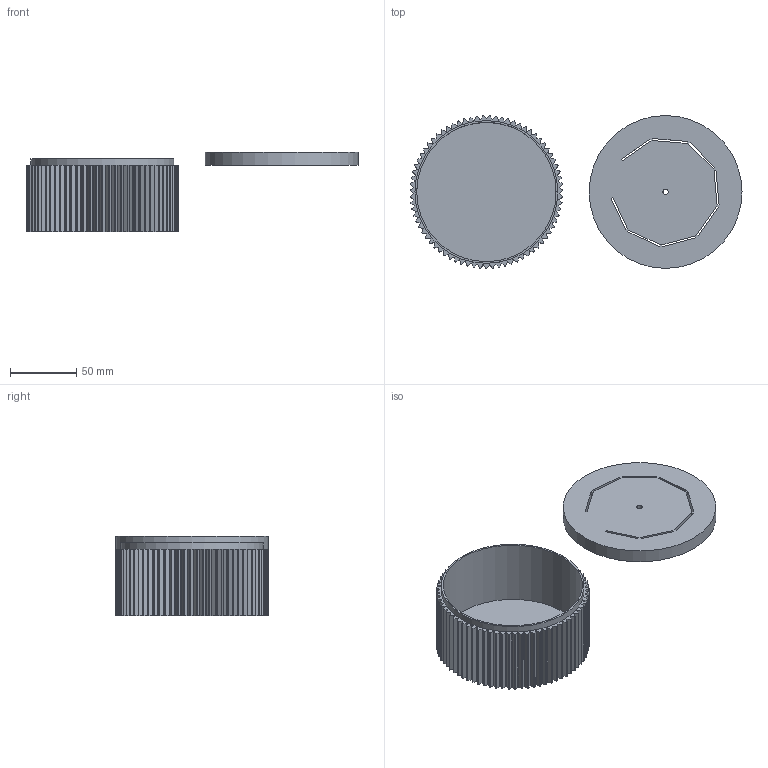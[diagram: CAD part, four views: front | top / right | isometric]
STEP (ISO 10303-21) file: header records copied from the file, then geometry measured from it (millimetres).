
FILE_DESCRIPTION(/* description */ (''),/* implementation_level */ '2;1');
FILE_NAME(/* name */ 'Untitled v2.step',/* time_stamp */ '2024-07-24T21:24:13-07:00',/* author */ (''),/* organization */ (''),/* preprocessor_version */ 'ST-DEVELOPER v20',/* originating_system */ 'Autodesk Translation Framework v13.14.0.145',/* authorisation */ '');
FILE_SCHEMA (('AUTOMOTIVE_DESIGN { 1 0 10303 214 3 1 1 }'));
Length unit declared in the file: millimetre
Products named in the file (1): Untitled
Bounding box: 250.13 x 115.16 x 60 mm (x, y, z)
Volume: 166772.3 mm3; surface area: 93370.2 mm2
Topology: 2 solids, 2 shells, 494 faces, 1461 edges, 974 vertices
Faces by surface type: plane 264, cylinder 230
Full cylindrical faces by diameter (mm): 4 x1, 105 x1, 107.57 x1, 108 x1, 115.16 x1
Entity records: 16673 total; most frequent: CARTESIAN_POINT 2930, ORIENTED_EDGE 2922, DIRECTION 2911, EDGE_CURVE 1461, LINE 1001, VECTOR 1001, VERTEX_POINT 974, AXIS2_PLACEMENT_3D 955
